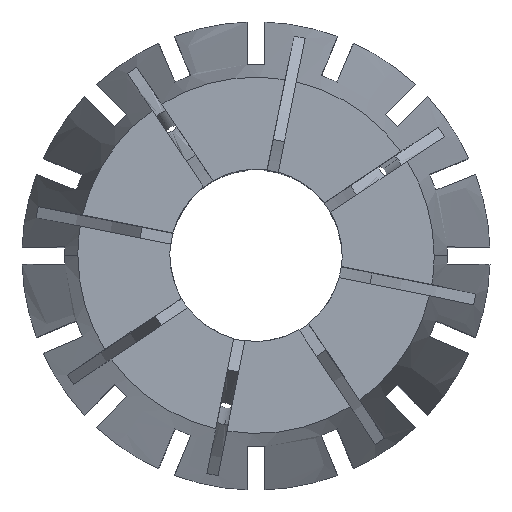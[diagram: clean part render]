
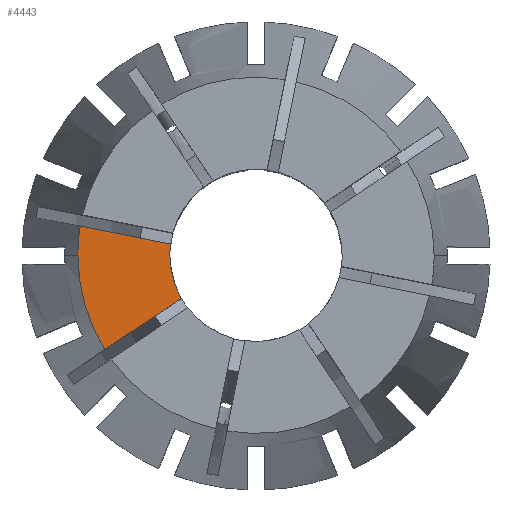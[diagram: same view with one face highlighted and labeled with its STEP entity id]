
A CAD part, top view. The second image highlights one B-rep face of the part: STEP entity #4443.
In plain terms, the highlighted planar face has unit normal (0, 0, 1).
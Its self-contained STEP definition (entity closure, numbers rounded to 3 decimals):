
#134 = AXIS2_PLACEMENT_3D ( 'NONE', #5762, #2420, #4649 ) ;
#374 = DIRECTION ( 'NONE',  ( 0., 0., 1. ) ) ;
#438 = DIRECTION ( 'NONE',  ( -1., 0., 0. ) ) ;
#485 = ORIENTED_EDGE ( 'NONE', *, *, #2450, .T. ) ;
#645 = CIRCLE ( 'NONE', #6563, 7.541 ) ;
#863 = VECTOR ( 'NONE', #4194, 1000. ) ;
#1211 = EDGE_CURVE ( 'NONE', #2012, #2067, #1515, .T. ) ;
#1413 = AXIS2_PLACEMENT_3D ( 'NONE', #1516, #374, #5397 ) ;
#1515 = LINE ( 'NONE', #6929, #3349 ) ;
#1516 = CARTESIAN_POINT ( 'NONE',  ( 0., 0., 0. ) ) ;
#1532 = AXIS2_PLACEMENT_3D ( 'NONE', #4825, #4275, #5386 ) ;
#1670 = VERTEX_POINT ( 'NONE', #5789 ) ;
#2012 = VERTEX_POINT ( 'NONE', #5109 ) ;
#2060 = PLANE ( 'NONE',  #6314 ) ;
#2067 = VERTEX_POINT ( 'NONE', #2299 ) ;
#2299 = CARTESIAN_POINT ( 'NONE',  ( -6.534, -3.764, 0. ) ) ;
#2314 = CARTESIAN_POINT ( 'NONE',  ( -15.595, 0., 0. ) ) ;
#2335 = EDGE_CURVE ( 'NONE', #3755, #1670, #645, .T. ) ;
#2338 = EDGE_CURVE ( 'NONE', #1670, #2067, #3618, .T. ) ;
#2420 = DIRECTION ( 'NONE',  ( 0., 0., 1. ) ) ;
#2450 = EDGE_CURVE ( 'NONE', #5122, #2012, #6155, .T. ) ;
#2967 = FACE_OUTER_BOUND ( 'NONE', #6266, .T. ) ;
#3075 = CARTESIAN_POINT ( 'NONE',  ( 0., 0., 0. ) ) ;
#3349 = VECTOR ( 'NONE', #5158, 1000. ) ;
#3618 = CIRCLE ( 'NONE', #1532, 7.541 ) ;
#3755 = VERTEX_POINT ( 'NONE', #4036 ) ;
#3765 = ORIENTED_EDGE ( 'NONE', *, *, #2338, .F. ) ;
#3776 = DIRECTION ( 'NONE',  ( 0., 0., -1. ) ) ;
#4036 = CARTESIAN_POINT ( 'NONE',  ( -7.477, 0.977, 0. ) ) ;
#4111 = ORIENTED_EDGE ( 'NONE', *, *, #1211, .T. ) ;
#4125 = CARTESIAN_POINT ( 'NONE',  ( -0.098, -0.49, 0. ) ) ;
#4194 = DIRECTION ( 'NONE',  ( 0.981, -0.195, 0. ) ) ;
#4269 = ORIENTED_EDGE ( 'NONE', *, *, #5654, .F. ) ;
#4275 = DIRECTION ( 'NONE',  ( 0., 0., 1. ) ) ;
#4407 = ORIENTED_EDGE ( 'NONE', *, *, #2335, .F. ) ;
#4443 = ADVANCED_FACE ( 'NONE', ( #2967 ), #2060, .F. ) ;
#4649 = DIRECTION ( 'NONE',  ( 1., 0., 0. ) ) ;
#4825 = CARTESIAN_POINT ( 'NONE',  ( 0., 0., 0. ) ) ;
#5060 = LINE ( 'NONE', #4125, #863 ) ;
#5109 = CARTESIAN_POINT ( 'NONE',  ( -13.238, -8.244, 0. ) ) ;
#5122 = VERTEX_POINT ( 'NONE', #2314 ) ;
#5158 = DIRECTION ( 'NONE',  ( 0.831, 0.556, 0. ) ) ;
#5296 = ORIENTED_EDGE ( 'NONE', *, *, #6635, .T. ) ;
#5350 = DIRECTION ( 'NONE',  ( 0., 0., 1. ) ) ;
#5386 = DIRECTION ( 'NONE',  ( 1., 0., 0. ) ) ;
#5397 = DIRECTION ( 'NONE',  ( 1., 0., 0. ) ) ;
#5654 = EDGE_CURVE ( 'NONE', #5863, #3755, #5060, .T. ) ;
#5762 = CARTESIAN_POINT ( 'NONE',  ( 0., 0., 0. ) ) ;
#5789 = CARTESIAN_POINT ( 'NONE',  ( -7.541, 0., 0. ) ) ;
#5863 = VERTEX_POINT ( 'NONE', #6076 ) ;
#5914 = DIRECTION ( 'NONE',  ( 1., 0., 0. ) ) ;
#5971 = CARTESIAN_POINT ( 'NONE',  ( 0., 0., 0. ) ) ;
#6076 = CARTESIAN_POINT ( 'NONE',  ( -15.385, 2.551, 0. ) ) ;
#6155 = CIRCLE ( 'NONE', #1413, 15.595 ) ;
#6266 = EDGE_LOOP ( 'NONE', ( #4269, #5296, #485, #4111, #3765, #4407 ) ) ;
#6314 = AXIS2_PLACEMENT_3D ( 'NONE', #5971, #3776, #438 ) ;
#6563 = AXIS2_PLACEMENT_3D ( 'NONE', #3075, #5350, #5914 ) ;
#6635 = EDGE_CURVE ( 'NONE', #5863, #5122, #6919, .T. ) ;
#6919 = CIRCLE ( 'NONE', #134, 15.595 ) ;
#6929 = CARTESIAN_POINT ( 'NONE',  ( -0.278, 0.416, 0. ) ) ;
